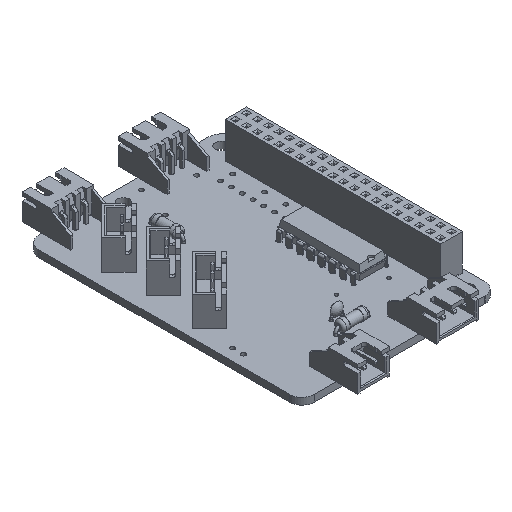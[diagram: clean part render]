
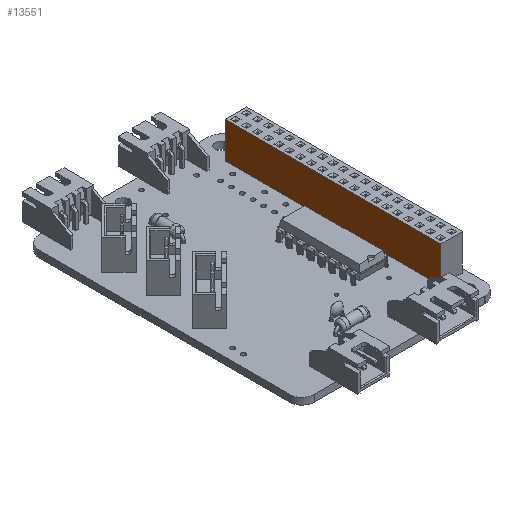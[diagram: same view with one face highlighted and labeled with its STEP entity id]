
A CAD part, isometric view. The second image highlights one B-rep face of the part: STEP entity #13551.
In plain terms, the highlighted planar face has unit normal (-1, 0, 0).
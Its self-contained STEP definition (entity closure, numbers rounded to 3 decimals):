
#9328 = VERTEX_POINT('',#9329);
#9329 = CARTESIAN_POINT('',(-3.81,-49.53,0.));
#9337 = EDGE_CURVE('',#9328,#9338,#9340,.T.);
#9338 = VERTEX_POINT('',#9339);
#9339 = CARTESIAN_POINT('',(-3.81,-49.53,8.5));
#9340 = LINE('',#9341,#9342);
#9341 = CARTESIAN_POINT('',(-3.81,-49.53,0.));
#9342 = VECTOR('',#9343,1.);
#9343 = DIRECTION('',(0.,0.,1.));
#9400 = VERTEX_POINT('',#9401);
#9401 = CARTESIAN_POINT('',(-3.81,1.27,8.5));
#9407 = EDGE_CURVE('',#9408,#9400,#9410,.T.);
#9408 = VERTEX_POINT('',#9409);
#9409 = CARTESIAN_POINT('',(-3.81,1.27,0.));
#9410 = LINE('',#9411,#9412);
#9411 = CARTESIAN_POINT('',(-3.81,1.27,0.));
#9412 = VECTOR('',#9413,1.);
#9413 = DIRECTION('',(0.,0.,1.));
#9472 = EDGE_CURVE('',#9400,#9338,#9473,.T.);
#9473 = LINE('',#9474,#9475);
#9474 = CARTESIAN_POINT('',(-3.81,1.27,8.5));
#9475 = VECTOR('',#9476,1.);
#9476 = DIRECTION('',(0.,-1.,0.));
#10855 = EDGE_CURVE('',#9408,#9328,#10856,.T.);
#10856 = LINE('',#10857,#10858);
#10857 = CARTESIAN_POINT('',(-3.81,1.27,0.));
#10858 = VECTOR('',#10859,1.);
#10859 = DIRECTION('',(0.,-1.,0.));
#13551 = ADVANCED_FACE('',(#13552),#13558,.F.);
#13552 = FACE_BOUND('',#13553,.F.);
#13553 = EDGE_LOOP('',(#13554,#13555,#13556,#13557));
#13554 = ORIENTED_EDGE('',*,*,#9407,.T.);
#13555 = ORIENTED_EDGE('',*,*,#9472,.T.);
#13556 = ORIENTED_EDGE('',*,*,#9337,.F.);
#13557 = ORIENTED_EDGE('',*,*,#10855,.F.);
#13558 = PLANE('',#13559);
#13559 = AXIS2_PLACEMENT_3D('',#13560,#13561,#13562);
#13560 = CARTESIAN_POINT('',(-3.81,1.27,0.));
#13561 = DIRECTION('',(1.,0.,0.));
#13562 = DIRECTION('',(0.,-1.,0.));
